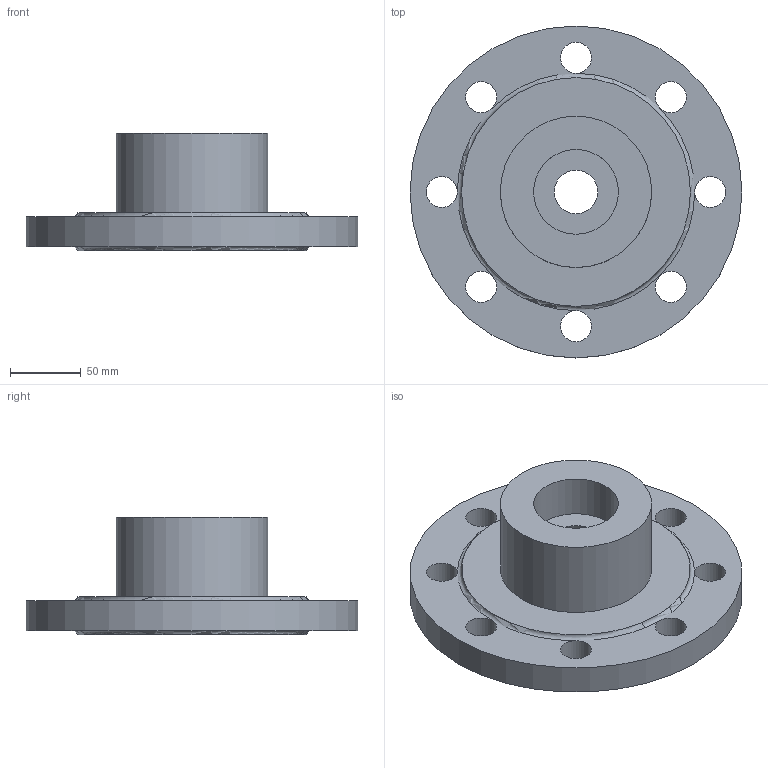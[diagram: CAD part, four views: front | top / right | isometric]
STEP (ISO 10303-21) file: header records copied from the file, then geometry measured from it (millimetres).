
FILE_DESCRIPTION(/* description */ (''),/* implementation_level */ '2;1');
FILE_NAME(/* name */ 'Tuyre acier.step',/* time_stamp */ '2023-09-19T22:04:06+02:00',/* author */ (''),/* organization */ (''),/* preprocessor_version */ 'ST-DEVELOPER v20',/* originating_system */ 'Autodesk Translation Framework v12.14.0.127',/* authorisation */ '');
FILE_SCHEMA (('AUTOMOTIVE_DESIGN { 1 0 10303 214 3 1 1 }'));
Length unit declared in the file: millimetre
Products named in the file (1): Tuyère acier
Bounding box: 235 x 235 x 83.52 mm (x, y, z)
Volume: 1322130.8 mm3; surface area: 138458.9 mm2
Topology: 1 solids, 1 shells, 20 faces, 72 edges, 42 vertices
Faces by surface type: cylinder 11, plane 6, torus 2, cone 1
Full cylindrical faces by diameter (mm): 22 x8, 60 x1, 107.1 x1, 235 x1
Entity records: 861 total; most frequent: DIRECTION 174, ORIENTED_EDGE 144, CARTESIAN_POINT 135, AXIS2_PLACEMENT_3D 81, EDGE_CURVE 72, CIRCLE 60, VERTEX_POINT 42, EDGE_LOOP 26
